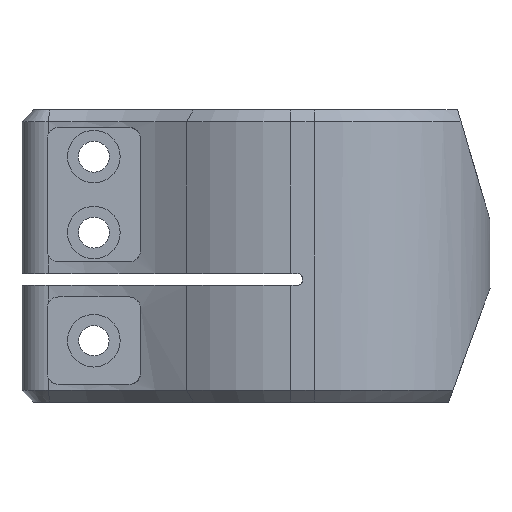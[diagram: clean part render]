
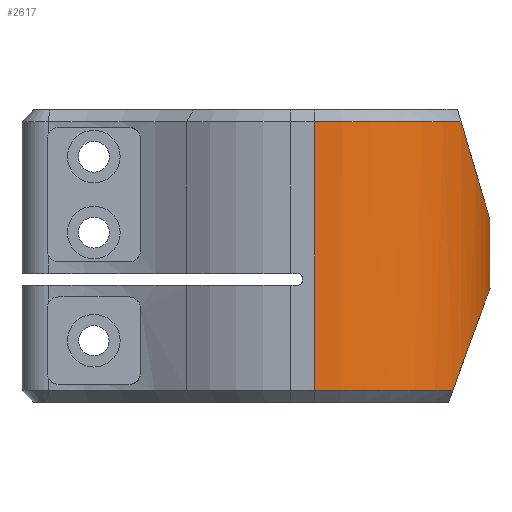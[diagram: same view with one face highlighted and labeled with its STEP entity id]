
A CAD part, front view. The second image highlights one B-rep face of the part: STEP entity #2617.
In plain terms, the highlighted cylindrical face has radius 30.1 mm (diameter 60.2 mm), a partial arc.
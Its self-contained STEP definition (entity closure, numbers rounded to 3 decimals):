
#178 = VERTEX_POINT ( 'NONE', #2729 ) ;
#180 = CARTESIAN_POINT ( 'NONE',  ( 25.728, -18.52, 2. ) ) ;
#282 = DIRECTION ( 'NONE',  ( 0., 0., -1. ) ) ;
#339 = ORIENTED_EDGE ( 'NONE', *, *, #589, .T. ) ;
#427 = AXIS2_PLACEMENT_3D ( 'NONE', #1596, #2897, #2607 ) ;
#464 = DIRECTION ( 'NONE',  ( 1., 0., 0. ) ) ;
#477 = CARTESIAN_POINT ( 'NONE',  ( 2., 30.1, 48. ) ) ;
#516 = CYLINDRICAL_SURFACE ( 'NONE', #427, 30.1 ) ;
#580 = VERTEX_POINT ( 'NONE', #700 ) ;
#589 = EDGE_CURVE ( 'NONE', #178, #2952, #2730, .T. ) ;
#612 = EDGE_CURVE ( 'NONE', #178, #580, #2753, .T. ) ;
#680 = ORIENTED_EDGE ( 'NONE', *, *, #1197, .T. ) ;
#700 = CARTESIAN_POINT ( 'NONE',  ( 25.728, -18.52, 2. ) ) ;
#708 = VERTEX_POINT ( 'NONE', #2764 ) ;
#796 = ORIENTED_EDGE ( 'NONE', *, *, #612, .F. ) ;
#902 = EDGE_CURVE ( 'NONE', #2845, #2360, #2673, .T. ) ;
#1007 = ORIENTED_EDGE ( 'NONE', *, *, #1106, .T. ) ;
#1051 = CARTESIAN_POINT ( 'NONE',  ( 2., 0., 2. ) ) ;
#1095 = CARTESIAN_POINT ( 'NONE',  ( 27.138, -16.555, 48. ) ) ;
#1106 = EDGE_CURVE ( 'NONE', #2360, #708, #1122, .T. ) ;
#1122 = LINE ( 'NONE', #2194, #2389 ) ;
#1197 = EDGE_CURVE ( 'NONE', #3467, #2575, #2784, .T. ) ;
#1200 = CARTESIAN_POINT ( 'NONE',  ( 2., 0., 48. ) ) ;
#1343 = FACE_OUTER_BOUND ( 'NONE', #1516, .T. ) ;
#1438 = CARTESIAN_POINT ( 'NONE',  ( 27.138, -16.555, 48. ) ) ;
#1516 = EDGE_LOOP ( 'NONE', ( #796, #339, #3119, #680, #2387, #1669, #1007, #3109 ) ) ;
#1552 = CARTESIAN_POINT ( 'NONE',  ( 2., 30.1, 2. ) ) ;
#1593 = CARTESIAN_POINT ( 'NONE',  ( 2., -30.1, 48. ) ) ;
#1596 = CARTESIAN_POINT ( 'NONE',  ( 2., 0., 50. ) ) ;
#1669 = ORIENTED_EDGE ( 'NONE', *, *, #902, .T. ) ;
#1677 = LINE ( 'NONE', #2751, #1897 ) ;
#1688 = EDGE_CURVE ( 'NONE', #708, #580, #3349, .T. ) ;
#1766 = DIRECTION ( 'NONE',  ( 1., 0., 0. ) ) ;
#1770 = CARTESIAN_POINT ( 'NONE',  ( 25.728, 18.52, 2. ) ) ;
#1785 = DIRECTION ( 'NONE',  ( 0., 0., -1. ) ) ;
#1790 = CARTESIAN_POINT ( 'NONE',  ( 2., 0., 2. ) ) ;
#1834 = AXIS2_PLACEMENT_3D ( 'NONE', #1051, #2953, #2121 ) ;
#1897 = VECTOR ( 'NONE', #282, 1000. ) ;
#1991 = AXIS2_PLACEMENT_3D ( 'NONE', #1200, #1785, #1766 ) ;
#2027 = DIRECTION ( 'NONE',  ( 0., 0., -1. ) ) ;
#2121 = DIRECTION ( 'NONE',  ( 1., 0., 0. ) ) ;
#2168 = CARTESIAN_POINT ( 'NONE',  ( 33.958, -6.2, 24.815 ) ) ;
#2194 = CARTESIAN_POINT ( 'NONE',  ( 2., -30.1, 50. ) ) ;
#2224 = AXIS2_PLACEMENT_3D ( 'NONE', #3134, #2027, #3114 ) ;
#2360 = VERTEX_POINT ( 'NONE', #1593 ) ;
#2387 = ORIENTED_EDGE ( 'NONE', *, *, #2482, .F. ) ;
#2389 = VECTOR ( 'NONE', #3009, 1000. ) ;
#2405 = EDGE_CURVE ( 'NONE', #3467, #2952, #1677, .T. ) ;
#2482 = EDGE_CURVE ( 'NONE', #2845, #2575, #2500, .T. ) ;
#2500 =( BOUNDED_CURVE ( )  B_SPLINE_CURVE ( 3, ( #1095, #2168, #3083, #2781 ),
 .UNSPECIFIED., .F., .T. ) 
 B_SPLINE_CURVE_WITH_KNOTS ( ( 4, 4 ),
 ( 5.701, 6.866 ),
 .UNSPECIFIED. ) 
 CURVE ( )  GEOMETRIC_REPRESENTATION_ITEM ( )  RATIONAL_B_SPLINE_CURVE ( ( 1., 0.89, 0.89, 1. ) ) 
 REPRESENTATION_ITEM ( '' )  );
#2575 = VERTEX_POINT ( 'NONE', #3445 ) ;
#2607 = DIRECTION ( 'NONE',  ( -1., 0., 0. ) ) ;
#2612 = DIRECTION ( 'NONE',  ( 0., 0., 1. ) ) ;
#2617 = ADVANCED_FACE ( 'NONE', ( #1343 ), #516, .T. ) ;
#2653 = CARTESIAN_POINT ( 'NONE',  ( 34.573, 7.188, 26.302 ) ) ;
#2673 = CIRCLE ( 'NONE', #2224, 30.1 ) ;
#2729 = CARTESIAN_POINT ( 'NONE',  ( 25.728, 18.52, 2. ) ) ;
#2730 = CIRCLE ( 'NONE', #3298, 30.1 ) ;
#2751 = CARTESIAN_POINT ( 'NONE',  ( 2., 30.1, 50. ) ) ;
#2753 =( BOUNDED_CURVE ( )  B_SPLINE_CURVE ( 3, ( #1770, #2653, #2849, #180 ),
 .UNSPECIFIED., .F., .T. ) 
 B_SPLINE_CURVE_WITH_KNOTS ( ( 4, 4 ),
 ( 2.479, 3.804 ),
 .UNSPECIFIED. ) 
 CURVE ( )  GEOMETRIC_REPRESENTATION_ITEM ( )  RATIONAL_B_SPLINE_CURVE ( ( 1., 0.859, 0.859, 1. ) ) 
 REPRESENTATION_ITEM ( '' )  );
#2764 = CARTESIAN_POINT ( 'NONE',  ( 2., -30.1, 2. ) ) ;
#2781 = CARTESIAN_POINT ( 'NONE',  ( 27.138, 16.555, 48. ) ) ;
#2784 = CIRCLE ( 'NONE', #1991, 30.1 ) ;
#2845 = VERTEX_POINT ( 'NONE', #1438 ) ;
#2849 = CARTESIAN_POINT ( 'NONE',  ( 34.573, -7.188, 26.302 ) ) ;
#2897 = DIRECTION ( 'NONE',  ( 0., 0., -1. ) ) ;
#2952 = VERTEX_POINT ( 'NONE', #1552 ) ;
#2953 = DIRECTION ( 'NONE',  ( 0., 0., 1. ) ) ;
#3009 = DIRECTION ( 'NONE',  ( 0., 0., -1. ) ) ;
#3083 = CARTESIAN_POINT ( 'NONE',  ( 33.958, 6.2, 24.815 ) ) ;
#3109 = ORIENTED_EDGE ( 'NONE', *, *, #1688, .T. ) ;
#3114 = DIRECTION ( 'NONE',  ( 1., 0., 0. ) ) ;
#3119 = ORIENTED_EDGE ( 'NONE', *, *, #2405, .F. ) ;
#3134 = CARTESIAN_POINT ( 'NONE',  ( 2., 0., 48. ) ) ;
#3298 = AXIS2_PLACEMENT_3D ( 'NONE', #1790, #2612, #464 ) ;
#3349 = CIRCLE ( 'NONE', #1834, 30.1 ) ;
#3445 = CARTESIAN_POINT ( 'NONE',  ( 27.138, 16.555, 48. ) ) ;
#3467 = VERTEX_POINT ( 'NONE', #477 ) ;
